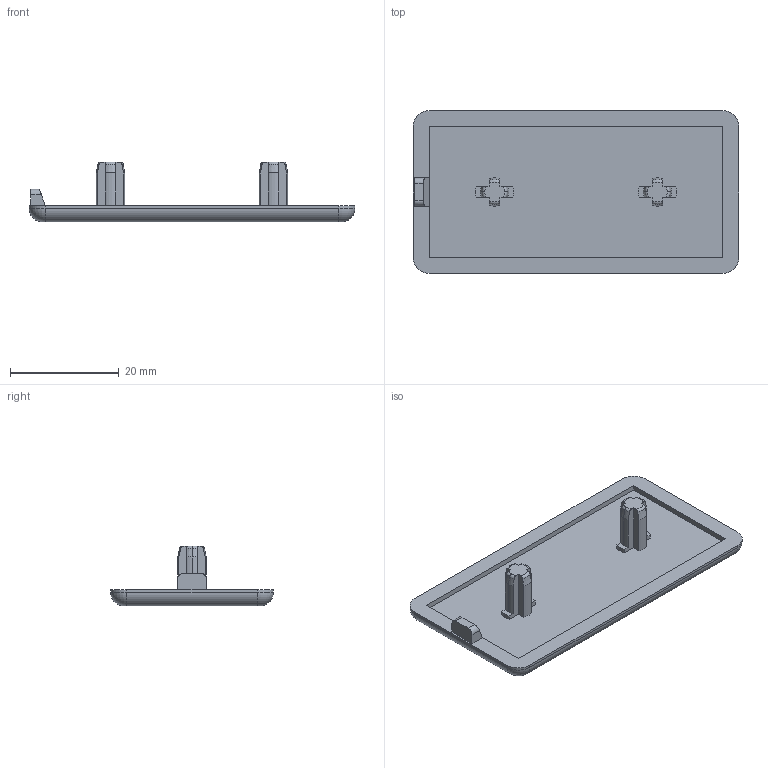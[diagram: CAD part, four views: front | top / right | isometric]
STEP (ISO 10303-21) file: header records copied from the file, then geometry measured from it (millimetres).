
FILE_DESCRIPTION(('STEP AP203'),'1');
FILE_NAME('fath_091185.stp','2021-11-23T14:42:26',('TraceParts'),('TraceParts S.A.'),'Spatial InterOp 3D',' ',' ');
FILE_SCHEMA(('CONFIG_CONTROL_DESIGN'));
Length unit declared in the file: millimetre
Products named in the file (1): 1
Bounding box: 60 x 30 x 11 mm (x, y, z)
Volume: 4176.3 mm3; surface area: 4453.1 mm2
Topology: 1 solids, 1 shells, 96 faces, 255 edges, 164 vertices
Faces by surface type: plane 38, cylinder 30, torus 16, cone 12
Entity records: 3109 total; most frequent: CARTESIAN_POINT 666, ORIENTED_EDGE 510, DIRECTION 505, EDGE_CURVE 255, AXIS2_PLACEMENT_3D 187, VERTEX_POINT 164, LINE 131, VECTOR 131
